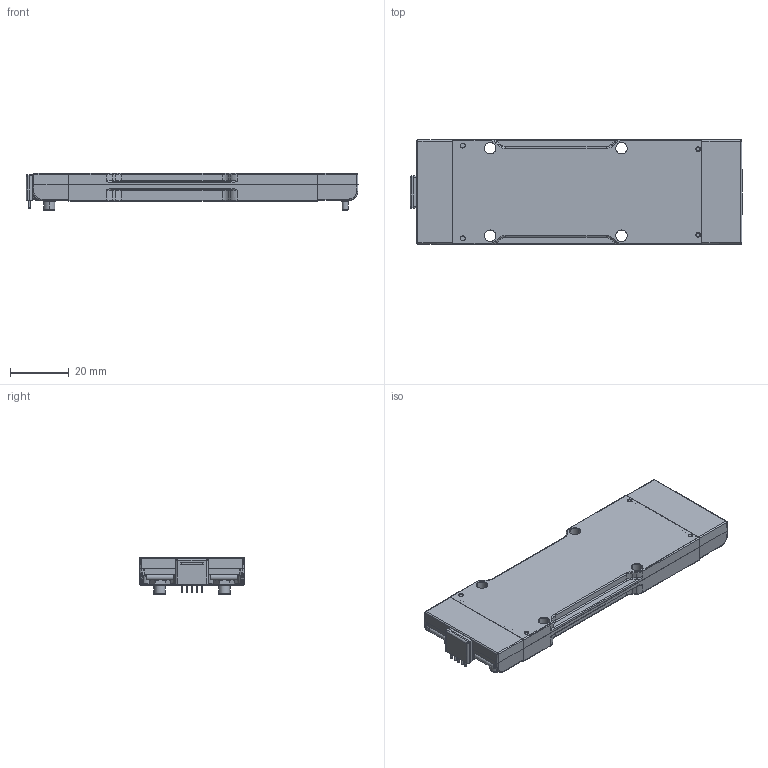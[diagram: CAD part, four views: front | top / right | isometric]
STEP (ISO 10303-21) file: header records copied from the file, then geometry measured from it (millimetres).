
FILE_DESCRIPTION (( 'STEP AP214' ), '1' );
FILE_NAME ('VIA_4414_shortpin_with_comm.STEP', '2021-01-04T15:20:33', ( '' ), ( '' ), 'SwSTEP 2.0', 'SolidWorks 2017', '' );
FILE_SCHEMA (( 'AUTOMOTIVE_DESIGN' ));
Length unit declared in the file: millimetre
Products named in the file (1): VIA_4414_shortpin_with_comm
Bounding box: 112.76 x 35.54 x 12.6 mm (x, y, z)
Surface area: 25062.2 mm2
Topology: 31 solids, 35 shells, 1525 faces, 3886 edges, 2465 vertices
Faces by surface type: plane 575, cylinder 500, cone 296, bspline 154
Entity records: 88466 total; most frequent: CARTESIAN_POINT 35770, ORIENTED_EDGE 7772, DIRECTION 6941, EDGE_CURVE 3886, AXIS2_PLACEMENT_3D 2474, VERTEX_POINT 2465, LINE 1993, VECTOR 1993
